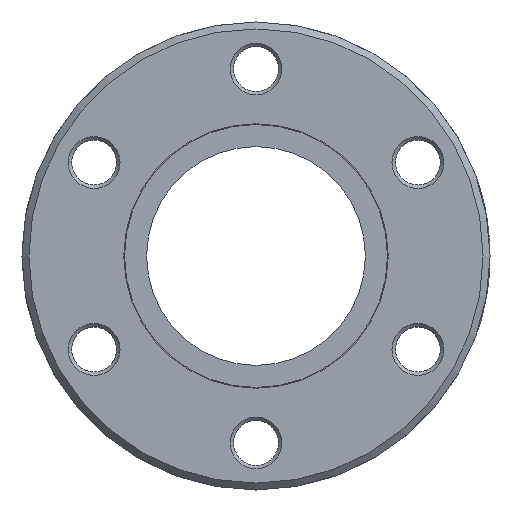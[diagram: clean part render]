
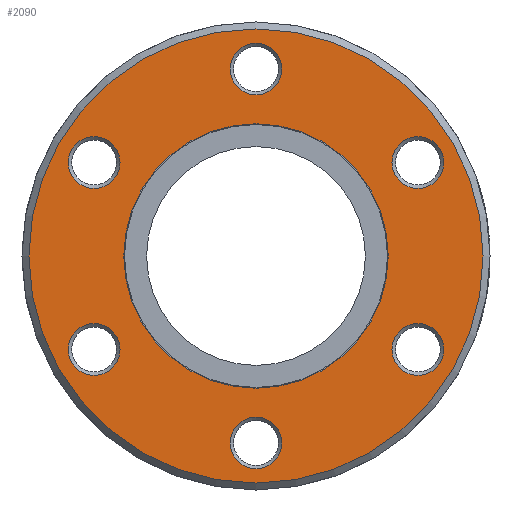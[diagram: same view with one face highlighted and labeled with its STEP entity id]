
A CAD part, front view. The second image highlights one B-rep face of the part: STEP entity #2090.
In plain terms, the highlighted planar face has unit normal (0, -1, 0).
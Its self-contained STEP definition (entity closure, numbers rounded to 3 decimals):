
#433=PLANE('',#2268);
#483=FACE_BOUND('',#670,.T.);
#484=FACE_BOUND('',#671,.T.);
#485=FACE_BOUND('',#672,.T.);
#486=FACE_BOUND('',#673,.T.);
#487=FACE_BOUND('',#674,.T.);
#488=FACE_BOUND('',#675,.T.);
#489=FACE_BOUND('',#676,.T.);
#537=FACE_OUTER_BOUND('',#669,.T.);
#669=EDGE_LOOP('',(#1460));
#670=EDGE_LOOP('',(#1461));
#671=EDGE_LOOP('',(#1462));
#672=EDGE_LOOP('',(#1463));
#673=EDGE_LOOP('',(#1464));
#674=EDGE_LOOP('',(#1465));
#675=EDGE_LOOP('',(#1466));
#676=EDGE_LOOP('',(#1467));
#852=CIRCLE('',#2266,16.4);
#854=CIRCLE('',#2269,1.871);
#855=CIRCLE('',#2270,1.871);
#856=CIRCLE('',#2271,1.871);
#857=CIRCLE('',#2272,9.55);
#858=CIRCLE('',#2273,1.871);
#859=CIRCLE('',#2274,1.871);
#860=CIRCLE('',#2275,1.871);
#933=VERTEX_POINT('',#2980);
#935=VERTEX_POINT('',#2985);
#936=VERTEX_POINT('',#2987);
#937=VERTEX_POINT('',#2989);
#938=VERTEX_POINT('',#2991);
#939=VERTEX_POINT('',#2993);
#940=VERTEX_POINT('',#2995);
#941=VERTEX_POINT('',#2997);
#1151=EDGE_CURVE('',#933,#933,#852,.T.);
#1153=EDGE_CURVE('',#935,#935,#854,.T.);
#1154=EDGE_CURVE('',#936,#936,#855,.T.);
#1155=EDGE_CURVE('',#937,#937,#856,.T.);
#1156=EDGE_CURVE('',#938,#938,#857,.T.);
#1157=EDGE_CURVE('',#939,#939,#858,.T.);
#1158=EDGE_CURVE('',#940,#940,#859,.T.);
#1159=EDGE_CURVE('',#941,#941,#860,.T.);
#1460=ORIENTED_EDGE('',*,*,#1151,.F.);
#1461=ORIENTED_EDGE('',*,*,#1153,.F.);
#1462=ORIENTED_EDGE('',*,*,#1154,.F.);
#1463=ORIENTED_EDGE('',*,*,#1155,.F.);
#1464=ORIENTED_EDGE('',*,*,#1156,.T.);
#1465=ORIENTED_EDGE('',*,*,#1157,.F.);
#1466=ORIENTED_EDGE('',*,*,#1158,.F.);
#1467=ORIENTED_EDGE('',*,*,#1159,.F.);
#2090=ADVANCED_FACE('',(#537,#483,#484,#485,#486,#487,#488,#489),#433,.T.);
#2266=AXIS2_PLACEMENT_3D('',#2981,#2470,#2471);
#2268=AXIS2_PLACEMENT_3D('',#2984,#2474,#2475);
#2269=AXIS2_PLACEMENT_3D('',#2986,#2476,#2477);
#2270=AXIS2_PLACEMENT_3D('',#2988,#2478,#2479);
#2271=AXIS2_PLACEMENT_3D('',#2990,#2480,#2481);
#2272=AXIS2_PLACEMENT_3D('',#2992,#2482,#2483);
#2273=AXIS2_PLACEMENT_3D('',#2994,#2484,#2485);
#2274=AXIS2_PLACEMENT_3D('',#2996,#2486,#2487);
#2275=AXIS2_PLACEMENT_3D('',#2998,#2488,#2489);
#2470=DIRECTION('center_axis',(0.,1.,0.));
#2471=DIRECTION('ref_axis',(1.,0.,0.));
#2474=DIRECTION('center_axis',(0.,-1.,0.));
#2475=DIRECTION('ref_axis',(0.,0.,-1.));
#2476=DIRECTION('center_axis',(0.,-1.,0.));
#2477=DIRECTION('ref_axis',(0.5,0.,0.866));
#2478=DIRECTION('center_axis',(0.,-1.,0.));
#2479=DIRECTION('ref_axis',(-1.,0.,0.));
#2480=DIRECTION('center_axis',(0.,-1.,0.));
#2481=DIRECTION('ref_axis',(0.5,0.,-0.866));
#2482=DIRECTION('center_axis',(0.,1.,0.));
#2483=DIRECTION('ref_axis',(1.,0.,0.));
#2484=DIRECTION('center_axis',(0.,-1.,0.));
#2485=DIRECTION('ref_axis',(1.,0.,0.));
#2486=DIRECTION('center_axis',(0.,-1.,0.));
#2487=DIRECTION('ref_axis',(-0.5,0.,-0.866));
#2488=DIRECTION('center_axis',(0.,-1.,0.));
#2489=DIRECTION('ref_axis',(-0.5,0.,0.866));
#2980=CARTESIAN_POINT('',(-16.4,0.,0.));
#2981=CARTESIAN_POINT('Origin',(0.,0.,0.));
#2984=CARTESIAN_POINT('Origin',(-16.9,0.,0.));
#2985=CARTESIAN_POINT('',(10.756,0.,-8.37));
#2986=CARTESIAN_POINT('Origin',(11.691,0.,-6.75));
#2987=CARTESIAN_POINT('',(1.871,0.,13.5));
#2988=CARTESIAN_POINT('Origin',(0.,0.,
13.5));
#2989=CARTESIAN_POINT('',(-12.627,0.,-5.13));
#2990=CARTESIAN_POINT('Origin',(-11.691,0.,
-6.75));
#2991=CARTESIAN_POINT('',(-9.55,0.,0.));
#2992=CARTESIAN_POINT('Origin',(0.,0.,0.));
#2993=CARTESIAN_POINT('',(-1.871,0.,-13.5));
#2994=CARTESIAN_POINT('Origin',(0.,0.,-13.5));
#2995=CARTESIAN_POINT('',(-10.756,0.,8.37));
#2996=CARTESIAN_POINT('Origin',(-11.691,0.,
6.75));
#2997=CARTESIAN_POINT('',(12.627,0.,5.13));
#2998=CARTESIAN_POINT('Origin',(11.691,0.,6.75));
